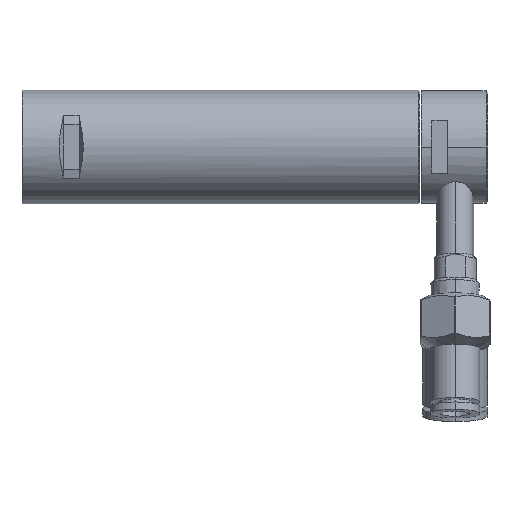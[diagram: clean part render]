
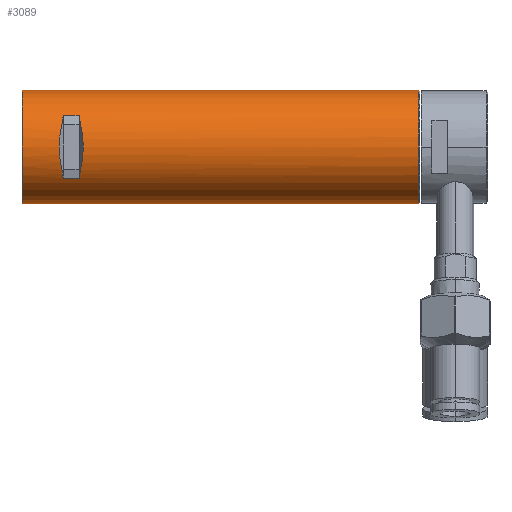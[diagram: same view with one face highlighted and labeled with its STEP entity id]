
A CAD part, front view. The second image highlights one B-rep face of the part: STEP entity #3089.
In plain terms, the highlighted cylindrical face has radius 11.4 mm (diameter 22.8 mm), a partial arc.
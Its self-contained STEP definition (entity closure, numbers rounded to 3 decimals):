
#60 = CARTESIAN_POINT ( 'NONE',  ( 8.183, -9.883, 5.718 ) ) ;
#78 = CARTESIAN_POINT ( 'NONE',  ( 11.759, -10.449, -4.559 ) ) ;
#95 = CARTESIAN_POINT ( 'NONE',  ( 8.096, -10.191, 5.151 ) ) ;
#143 = VECTOR ( 'NONE', #1180, 1000. ) ;
#180 = ORIENTED_EDGE ( 'NONE', *, *, #3543, .T. ) ;
#301 = CARTESIAN_POINT ( 'NONE',  ( 0., -9.529, -6.258 ) ) ;
#334 = EDGE_CURVE ( 'NONE', #3126, #3358, #1914, .T. ) ;
#370 = ORIENTED_EDGE ( 'NONE', *, *, #3894, .T. ) ;
#487 = CARTESIAN_POINT ( 'NONE',  ( 0.1, 0., 11.4 ) ) ;
#514 = EDGE_LOOP ( 'NONE', ( #691, #2580, #5052, #2237, #3095, #798, #180, #1145 ) ) ;
#537 = DIRECTION ( 'NONE',  ( -1., 0., 0. ) ) ;
#584 = VECTOR ( 'NONE', #1567, 1000. ) ;
#657 = CARTESIAN_POINT ( 'NONE',  ( 11.704, -10.191, -5.151 ) ) ;
#691 = ORIENTED_EDGE ( 'NONE', *, *, #2279, .T. ) ;
#740 = EDGE_CURVE ( 'NONE', #1795, #3708, #4951, .T. ) ;
#798 = ORIENTED_EDGE ( 'NONE', *, *, #4261, .T. ) ;
#922 = DIRECTION ( 'NONE',  ( -1., 0., 0. ) ) ;
#966 =( BOUNDED_CURVE ( )  B_SPLINE_CURVE ( 3, ( #3242, #4756, #2493, #78 ),
 .UNSPECIFIED., .F., .T. ) 
 B_SPLINE_CURVE_WITH_KNOTS ( ( 4, 4 ),
 ( 2.73, 3.553 ),
 .UNSPECIFIED. ) 
 CURVE ( )  GEOMETRIC_REPRESENTATION_ITEM ( )  RATIONAL_B_SPLINE_CURVE ( ( 1., 0.944, 0.944, 1. ) ) 
 REPRESENTATION_ITEM ( '' )  );
#1010 = CARTESIAN_POINT ( 'NONE',  ( 8.3, -9.529, 6.258 ) ) ;
#1088 = DIRECTION ( 'NONE',  ( 1., 0., 0. ) ) ;
#1106 = EDGE_CURVE ( 'NONE', #2751, #5120, #2677, .T. ) ;
#1123 = CARTESIAN_POINT ( 'NONE',  ( 8.041, -10.449, -4.559 ) ) ;
#1145 = ORIENTED_EDGE ( 'NONE', *, *, #1106, .T. ) ;
#1180 = DIRECTION ( 'NONE',  ( 1., 0., 0. ) ) ;
#1198 = EDGE_CURVE ( 'NONE', #4624, #3959, #1299, .T. ) ;
#1295 = EDGE_CURVE ( 'NONE', #4624, #2521, #4050, .T. ) ;
#1299 = CIRCLE ( 'NONE', #4189, 11.4 ) ;
#1346 = CARTESIAN_POINT ( 'NONE',  ( 0., 0., 0. ) ) ;
#1452 = EDGE_LOOP ( 'NONE', ( #2006, #4997, #370, #2739 ) ) ;
#1521 = CARTESIAN_POINT ( 'NONE',  ( 7.298, -11.736, 1.609 ) ) ;
#1567 = DIRECTION ( 'NONE',  ( -1., 0., 0. ) ) ;
#1593 = CIRCLE ( 'NONE', #4578, 11.4 ) ;
#1718 = CARTESIAN_POINT ( 'NONE',  ( 0.1, 0., -11.4 ) ) ;
#1795 = VERTEX_POINT ( 'NONE', #4563 ) ;
#1831 = VERTEX_POINT ( 'NONE', #3466 ) ;
#1843 = CARTESIAN_POINT ( 'NONE',  ( 11.759, -10.449, 4.559 ) ) ;
#1857 = CARTESIAN_POINT ( 'NONE',  ( 11.5, -9.529, -6.258 ) ) ;
#1914 =( BOUNDED_CURVE ( )  B_SPLINE_CURVE ( 3, ( #2002, #4668, #1917, #1843 ),
 .UNSPECIFIED., .F., .F. ) 
 B_SPLINE_CURVE_WITH_KNOTS ( ( 4, 4 ),
 ( 2.822, 2.992 ),
 .UNSPECIFIED. ) 
 CURVE ( )  GEOMETRIC_REPRESENTATION_ITEM ( )  RATIONAL_B_SPLINE_CURVE ( ( 1., 0.998, 0.998, 1. ) ) 
 REPRESENTATION_ITEM ( '' )  );
#1916 =( BOUNDED_CURVE ( )  B_SPLINE_CURVE ( 3, ( #2360, #3530, #4676, #2377 ),
 .UNSPECIFIED., .F., .F. ) 
 B_SPLINE_CURVE_WITH_KNOTS ( ( 4, 4 ),
 ( 5.964, 6.134 ),
 .UNSPECIFIED. ) 
 CURVE ( )  GEOMETRIC_REPRESENTATION_ITEM ( )  RATIONAL_B_SPLINE_CURVE ( ( 1., 0.998, 0.998, 1. ) ) 
 REPRESENTATION_ITEM ( '' )  );
#1917 = CARTESIAN_POINT ( 'NONE',  ( 11.704, -10.191, 5.151 ) ) ;
#1995 = CARTESIAN_POINT ( 'NONE',  ( 79.8, 0., 11.4 ) ) ;
#2002 = CARTESIAN_POINT ( 'NONE',  ( 11.5, -9.529, 6.258 ) ) ;
#2006 = ORIENTED_EDGE ( 'NONE', *, *, #1295, .F. ) ;
#2137 = CARTESIAN_POINT ( 'NONE',  ( 8.3, -9.529, -6.258 ) ) ;
#2170 = EDGE_CURVE ( 'NONE', #4788, #1795, #3565, .T. ) ;
#2186 = CARTESIAN_POINT ( 'NONE',  ( 0., 0., -11.4 ) ) ;
#2237 = ORIENTED_EDGE ( 'NONE', *, *, #2170, .T. ) ;
#2279 = EDGE_CURVE ( 'NONE', #5120, #3126, #4221, .T. ) ;
#2357 = CARTESIAN_POINT ( 'NONE',  ( 11.5, -9.529, 6.258 ) ) ;
#2360 = CARTESIAN_POINT ( 'NONE',  ( 8.3, -9.529, -6.258 ) ) ;
#2377 = CARTESIAN_POINT ( 'NONE',  ( 8.041, -10.449, -4.559 ) ) ;
#2463 = VERTEX_POINT ( 'NONE', #487 ) ;
#2493 = CARTESIAN_POINT ( 'NONE',  ( 12.502, -11.736, -1.609 ) ) ;
#2521 = VERTEX_POINT ( 'NONE', #1718 ) ;
#2580 = ORIENTED_EDGE ( 'NONE', *, *, #334, .T. ) ;
#2677 =( BOUNDED_CURVE ( )  B_SPLINE_CURVE ( 3, ( #4385, #95, #60, #4043 ),
 .UNSPECIFIED., .F., .F. ) 
 B_SPLINE_CURVE_WITH_KNOTS ( ( 4, 4 ),
 ( 0.15, 0.319 ),
 .UNSPECIFIED. ) 
 CURVE ( )  GEOMETRIC_REPRESENTATION_ITEM ( )  RATIONAL_B_SPLINE_CURVE ( ( 1., 0.998, 0.998, 1. ) ) 
 REPRESENTATION_ITEM ( '' )  );
#2694 = CARTESIAN_POINT ( 'NONE',  ( 8.041, -10.449, 4.559 ) ) ;
#2710 = EDGE_CURVE ( 'NONE', #2463, #2521, #1593, .T. ) ;
#2715 = FACE_OUTER_BOUND ( 'NONE', #1452, .T. ) ;
#2739 = ORIENTED_EDGE ( 'NONE', *, *, #2710, .T. ) ;
#2751 = VERTEX_POINT ( 'NONE', #2694 ) ;
#2974 = EDGE_CURVE ( 'NONE', #3358, #4788, #966, .T. ) ;
#3089 = ADVANCED_FACE ( 'NONE', ( #2715, #3736 ), #3616, .T. ) ;
#3095 = ORIENTED_EDGE ( 'NONE', *, *, #740, .T. ) ;
#3126 = VERTEX_POINT ( 'NONE', #2357 ) ;
#3242 = CARTESIAN_POINT ( 'NONE',  ( 11.759, -10.449, 4.559 ) ) ;
#3298 = CARTESIAN_POINT ( 'NONE',  ( 79.8, 0., 0. ) ) ;
#3313 = DIRECTION ( 'NONE',  ( 0., 0., 1. ) ) ;
#3358 = VERTEX_POINT ( 'NONE', #4427 ) ;
#3411 =( BOUNDED_CURVE ( )  B_SPLINE_CURVE ( 3, ( #1123, #3486, #1521, #4258 ),
 .UNSPECIFIED., .F., .F. ) 
 B_SPLINE_CURVE_WITH_KNOTS ( ( 4, 4 ),
 ( 5.872, 6.695 ),
 .UNSPECIFIED. ) 
 CURVE ( )  GEOMETRIC_REPRESENTATION_ITEM ( )  RATIONAL_B_SPLINE_CURVE ( ( 1., 0.944, 0.944, 1. ) ) 
 REPRESENTATION_ITEM ( '' )  );
#3424 = CARTESIAN_POINT ( 'NONE',  ( 11.759, -10.449, -4.559 ) ) ;
#3452 = CARTESIAN_POINT ( 'NONE',  ( 0.1, 0., 0. ) ) ;
#3463 = CARTESIAN_POINT ( 'NONE',  ( 11.759, -10.449, -4.559 ) ) ;
#3466 = CARTESIAN_POINT ( 'NONE',  ( 8.041, -10.449, -4.559 ) ) ;
#3486 = CARTESIAN_POINT ( 'NONE',  ( 7.298, -11.736, -1.609 ) ) ;
#3510 = VECTOR ( 'NONE', #5051, 1000. ) ;
#3530 = CARTESIAN_POINT ( 'NONE',  ( 8.183, -9.883, -5.718 ) ) ;
#3543 = EDGE_CURVE ( 'NONE', #1831, #2751, #3411, .T. ) ;
#3565 =( BOUNDED_CURVE ( )  B_SPLINE_CURVE ( 3, ( #3424, #657, #4193, #1857 ),
 .UNSPECIFIED., .F., .F. ) 
 B_SPLINE_CURVE_WITH_KNOTS ( ( 4, 4 ),
 ( 3.291, 3.461 ),
 .UNSPECIFIED. ) 
 CURVE ( )  GEOMETRIC_REPRESENTATION_ITEM ( )  RATIONAL_B_SPLINE_CURVE ( ( 1., 0.998, 0.998, 1. ) ) 
 REPRESENTATION_ITEM ( '' )  );
#3616 = CYLINDRICAL_SURFACE ( 'NONE', #5078, 11.4 ) ;
#3687 = DIRECTION ( 'NONE',  ( 0., 0., 1. ) ) ;
#3708 = VERTEX_POINT ( 'NONE', #2137 ) ;
#3728 = CARTESIAN_POINT ( 'NONE',  ( 79.8, 0., -11.4 ) ) ;
#3736 = FACE_BOUND ( 'NONE', #514, .T. ) ;
#3825 = DIRECTION ( 'NONE',  ( 0., 0., 1. ) ) ;
#3843 = LINE ( 'NONE', #4299, #584 ) ;
#3894 = EDGE_CURVE ( 'NONE', #3959, #2463, #3843, .T. ) ;
#3959 = VERTEX_POINT ( 'NONE', #1995 ) ;
#4043 = CARTESIAN_POINT ( 'NONE',  ( 8.3, -9.529, 6.258 ) ) ;
#4050 = LINE ( 'NONE', #2186, #4958 ) ;
#4189 = AXIS2_PLACEMENT_3D ( 'NONE', #3298, #922, #3687 ) ;
#4193 = CARTESIAN_POINT ( 'NONE',  ( 11.617, -9.883, -5.718 ) ) ;
#4221 = LINE ( 'NONE', #4307, #143 ) ;
#4258 = CARTESIAN_POINT ( 'NONE',  ( 8.041, -10.449, 4.559 ) ) ;
#4261 = EDGE_CURVE ( 'NONE', #3708, #1831, #1916, .T. ) ;
#4299 = CARTESIAN_POINT ( 'NONE',  ( 0., 0., 11.4 ) ) ;
#4307 = CARTESIAN_POINT ( 'NONE',  ( 0., -9.529, 6.258 ) ) ;
#4385 = CARTESIAN_POINT ( 'NONE',  ( 8.041, -10.449, 4.559 ) ) ;
#4427 = CARTESIAN_POINT ( 'NONE',  ( 11.759, -10.449, 4.559 ) ) ;
#4498 = DIRECTION ( 'NONE',  ( -1., 0., 0. ) ) ;
#4563 = CARTESIAN_POINT ( 'NONE',  ( 11.5, -9.529, -6.258 ) ) ;
#4578 = AXIS2_PLACEMENT_3D ( 'NONE', #3452, #1088, #3825 ) ;
#4624 = VERTEX_POINT ( 'NONE', #3728 ) ;
#4668 = CARTESIAN_POINT ( 'NONE',  ( 11.617, -9.883, 5.718 ) ) ;
#4676 = CARTESIAN_POINT ( 'NONE',  ( 8.096, -10.191, -5.151 ) ) ;
#4756 = CARTESIAN_POINT ( 'NONE',  ( 12.502, -11.736, 1.609 ) ) ;
#4788 = VERTEX_POINT ( 'NONE', #3463 ) ;
#4951 = LINE ( 'NONE', #301, #3510 ) ;
#4958 = VECTOR ( 'NONE', #4498, 1000. ) ;
#4997 = ORIENTED_EDGE ( 'NONE', *, *, #1198, .T. ) ;
#5051 = DIRECTION ( 'NONE',  ( -1., 0., 0. ) ) ;
#5052 = ORIENTED_EDGE ( 'NONE', *, *, #2974, .T. ) ;
#5078 = AXIS2_PLACEMENT_3D ( 'NONE', #1346, #537, #3313 ) ;
#5120 = VERTEX_POINT ( 'NONE', #1010 ) ;
